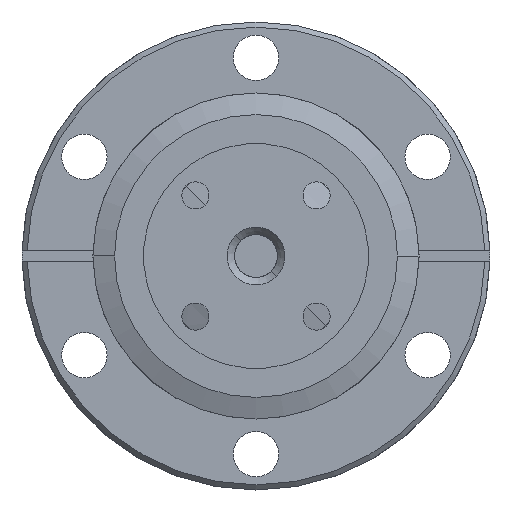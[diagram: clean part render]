
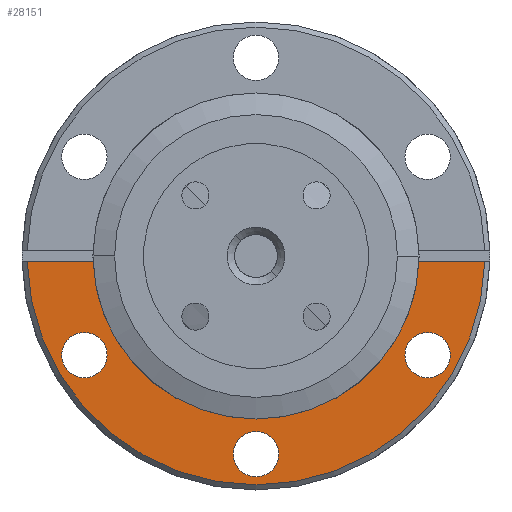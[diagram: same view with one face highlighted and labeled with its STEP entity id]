
A CAD part, front view. The second image highlights one B-rep face of the part: STEP entity #28151.
In plain terms, the highlighted planar face has unit normal (0, -1, 0).
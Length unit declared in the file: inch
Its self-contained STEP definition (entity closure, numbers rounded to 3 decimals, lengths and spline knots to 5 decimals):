
#137 = FACE_BOUND ( 'NONE', #32286, .T. ) ;
#146 = FACE_BOUND ( 'NONE', #32186, .T. ) ;
#148 = FACE_OUTER_BOUND ( 'NONE', #32289, .T. ) ;
#150 = FACE_BOUND ( 'NONE', #32378, .T. ) ;
#2050 = CARTESIAN_POINT ( 'NONE',  ( 1.00113, 0., -0.578 ) ) ;
#3495 = CARTESIAN_POINT ( 'NONE',  ( 0., 0., -1.0235 ) ) ;
#9922 = VERTEX_POINT ( 'NONE', #3495 ) ;
#9970 = VERTEX_POINT ( 'NONE', #24940 ) ;
#10089 = VERTEX_POINT ( 'NONE', #24858 ) ;
#10106 = VERTEX_POINT ( 'NONE', #24876 ) ;
#10185 = VERTEX_POINT ( 'NONE', #25053 ) ;
#10271 = VERTEX_POINT ( 'NONE', #32072 ) ;
#10277 = VERTEX_POINT ( 'NONE', #32054 ) ;
#10349 = VERTEX_POINT ( 'NONE', #20250 ) ;
#10368 = VERTEX_POINT ( 'NONE', #20269 ) ;
#10452 = VERTEX_POINT ( 'NONE', #20333 ) ;
#10568 = CIRCLE ( 'NONE', #11201, 0.1325 ) ;
#10580 = LINE ( 'NONE', #28807, #10585 ) ;
#10585 = VECTOR ( 'NONE', #28808, 39.37008 ) ;
#10588 = LINE ( 'NONE', #28843, #10604 ) ;
#10591 = CIRCLE ( 'NONE', #11207, 0.1325 ) ;
#10604 = VECTOR ( 'NONE', #28849, 39.37008 ) ;
#10699 = CIRCLE ( 'NONE', #11340, 1.335 ) ;
#10825 = AXIS2_PLACEMENT_3D ( 'NONE', #20578, #20580, #20581 ) ;
#10856 = AXIS2_PLACEMENT_3D ( 'NONE', #20661, #20663, #20664 ) ;
#11067 = AXIS2_PLACEMENT_3D ( 'NONE', #2050, #28284, #28285 ) ;
#11162 = AXIS2_PLACEMENT_3D ( 'NONE', #28622, #28623, #28624 ) ;
#11168 = AXIS2_PLACEMENT_3D ( 'NONE', #28638, #28640, #28641 ) ;
#11201 = AXIS2_PLACEMENT_3D ( 'NONE', #28733, #28736, #28737 ) ;
#11207 = AXIS2_PLACEMENT_3D ( 'NONE', #28804, #28812, #28813 ) ;
#11340 = AXIS2_PLACEMENT_3D ( 'NONE', #29126, #29134, #29135 ) ;
#11526 = EDGE_CURVE ( 'NONE', #10089, #10452, #26452, .T. ) ;
#11603 = EDGE_CURVE ( 'NONE', #10277, #10106, #26514, .T. ) ;
#19136 = CARTESIAN_POINT ( 'NONE',  ( -1.365, 0., 0. ) ) ;
#19166 = PLANE ( 'NONE',  #29840 ) ;
#19181 = DIRECTION ( 'NONE',  ( 0., 1., 0. ) ) ;
#19183 = DIRECTION ( 'NONE',  ( -1., 0., 0. ) ) ;
#20250 = CARTESIAN_POINT ( 'NONE',  ( -1.00113, 0., -0.4455 ) ) ;
#20269 = CARTESIAN_POINT ( 'NONE',  ( 0., 0., -1.2885 ) ) ;
#20333 = CARTESIAN_POINT ( 'NONE',  ( 0.95053, 0., -0.03 ) ) ;
#20578 = CARTESIAN_POINT ( 'NONE',  ( 0., 0., 0. ) ) ;
#20580 = DIRECTION ( 'NONE',  ( 0., -1., 0. ) ) ;
#20581 = DIRECTION ( 'NONE',  ( 1., 0., 0. ) ) ;
#20661 = CARTESIAN_POINT ( 'NONE',  ( 1.00113, 0., -0.578 ) ) ;
#20663 = DIRECTION ( 'NONE',  ( 0., -1., 0. ) ) ;
#20664 = DIRECTION ( 'NONE',  ( 0., 0., 1. ) ) ;
#22263 = EDGE_CURVE ( 'NONE', #10106, #10277, #31620, .T. ) ;
#22357 = EDGE_CURVE ( 'NONE', #9922, #10368, #31741, .T. ) ;
#22364 = EDGE_CURVE ( 'NONE', #10368, #9922, #31747, .T. ) ;
#22395 = EDGE_CURVE ( 'NONE', #10349, #10185, #10568, .T. ) ;
#22412 = EDGE_CURVE ( 'NONE', #10452, #9970, #10580, .T. ) ;
#22414 = EDGE_CURVE ( 'NONE', #10185, #10349, #10591, .T. ) ;
#22424 = EDGE_CURVE ( 'NONE', #10271, #10089, #10588, .T. ) ;
#22495 = EDGE_CURVE ( 'NONE', #10271, #9970, #10699, .T. ) ;
#24858 = CARTESIAN_POINT ( 'NONE',  ( -0.95053, 0., -0.03 ) ) ;
#24876 = CARTESIAN_POINT ( 'NONE',  ( 1.00113, 0., -0.4455 ) ) ;
#24940 = CARTESIAN_POINT ( 'NONE',  ( 1.33466, 0., -0.03 ) ) ;
#25053 = CARTESIAN_POINT ( 'NONE',  ( -1.00113, 0., -0.7105 ) ) ;
#26452 = CIRCLE ( 'NONE', #10825, 0.951 ) ;
#26514 = CIRCLE ( 'NONE', #10856, 0.1325 ) ;
#27266 = ORIENTED_EDGE ( 'NONE', *, *, #22395, .F. ) ;
#27267 = ORIENTED_EDGE ( 'NONE', *, *, #22414, .F. ) ;
#27268 = ORIENTED_EDGE ( 'NONE', *, *, #22357, .F. ) ;
#27269 = ORIENTED_EDGE ( 'NONE', *, *, #22364, .F. ) ;
#27270 = ORIENTED_EDGE ( 'NONE', *, *, #22495, .T. ) ;
#27271 = ORIENTED_EDGE ( 'NONE', *, *, #22412, .F. ) ;
#27272 = ORIENTED_EDGE ( 'NONE', *, *, #11526, .F. ) ;
#27273 = ORIENTED_EDGE ( 'NONE', *, *, #22424, .F. ) ;
#27274 = ORIENTED_EDGE ( 'NONE', *, *, #22263, .F. ) ;
#27275 = ORIENTED_EDGE ( 'NONE', *, *, #11603, .F. ) ;
#28151 = ADVANCED_FACE ( 'NONE', ( #137, #146, #148, #150 ), #19166, .F. ) ;
#28284 = DIRECTION ( 'NONE',  ( 0., -1., 0. ) ) ;
#28285 = DIRECTION ( 'NONE',  ( 0., 0., 1. ) ) ;
#28622 = CARTESIAN_POINT ( 'NONE',  ( 0., 0., -1.156 ) ) ;
#28623 = DIRECTION ( 'NONE',  ( 0., -1., 0. ) ) ;
#28624 = DIRECTION ( 'NONE',  ( 0., 0., 1. ) ) ;
#28638 = CARTESIAN_POINT ( 'NONE',  ( 0., 0., -1.156 ) ) ;
#28640 = DIRECTION ( 'NONE',  ( 0., -1., 0. ) ) ;
#28641 = DIRECTION ( 'NONE',  ( 0., 0., 1. ) ) ;
#28733 = CARTESIAN_POINT ( 'NONE',  ( -1.00113, 0., -0.578 ) ) ;
#28736 = DIRECTION ( 'NONE',  ( 0., -1., 0. ) ) ;
#28737 = DIRECTION ( 'NONE',  ( 0., 0., 1. ) ) ;
#28804 = CARTESIAN_POINT ( 'NONE',  ( -1.00113, 0., -0.578 ) ) ;
#28807 = CARTESIAN_POINT ( 'NONE',  ( 1.38335, 0., -0.03 ) ) ;
#28808 = DIRECTION ( 'NONE',  ( 1., 0., 0. ) ) ;
#28812 = DIRECTION ( 'NONE',  ( 0., -1., 0. ) ) ;
#28813 = DIRECTION ( 'NONE',  ( 0., 0., 1. ) ) ;
#28843 = CARTESIAN_POINT ( 'NONE',  ( -1.38335, 0., -0.03 ) ) ;
#28849 = DIRECTION ( 'NONE',  ( 1., 0., 0. ) ) ;
#29126 = CARTESIAN_POINT ( 'NONE',  ( 0., 0., 0. ) ) ;
#29134 = DIRECTION ( 'NONE',  ( 0., -1., 0. ) ) ;
#29135 = DIRECTION ( 'NONE',  ( -1., 0., 0. ) ) ;
#29840 = AXIS2_PLACEMENT_3D ( 'NONE', #19136, #19181, #19183 ) ;
#31620 = CIRCLE ( 'NONE', #11067, 0.1325 ) ;
#31741 = CIRCLE ( 'NONE', #11162, 0.1325 ) ;
#31747 = CIRCLE ( 'NONE', #11168, 0.1325 ) ;
#32054 = CARTESIAN_POINT ( 'NONE',  ( 1.00113, 0., -0.7105 ) ) ;
#32072 = CARTESIAN_POINT ( 'NONE',  ( -1.33466, 0., -0.03 ) ) ;
#32186 = EDGE_LOOP ( 'NONE', ( #27268, #27269 ) ) ;
#32286 = EDGE_LOOP ( 'NONE', ( #27266, #27267 ) ) ;
#32289 = EDGE_LOOP ( 'NONE', ( #27270, #27271, #27272, #27273 ) ) ;
#32378 = EDGE_LOOP ( 'NONE', ( #27274, #27275 ) ) ;
